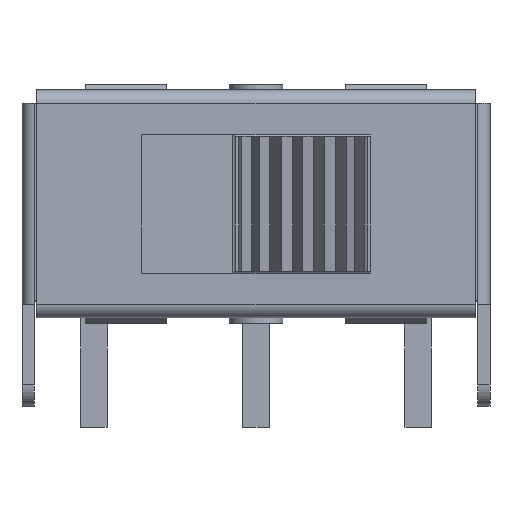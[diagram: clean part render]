
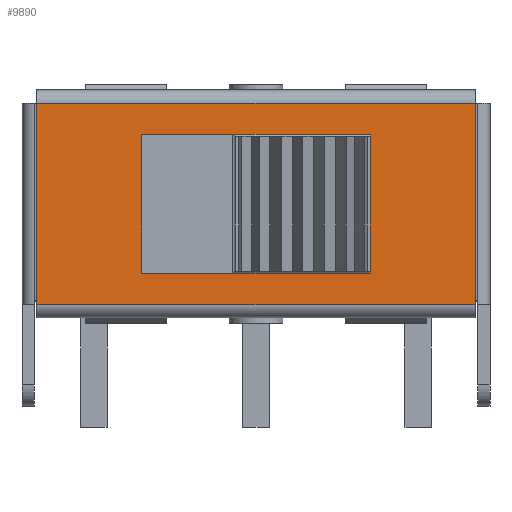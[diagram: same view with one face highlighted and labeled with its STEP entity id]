
A CAD part, front view. The second image highlights one B-rep face of the part: STEP entity #9890.
In plain terms, the highlighted planar face has unit normal (0, -1, 0).
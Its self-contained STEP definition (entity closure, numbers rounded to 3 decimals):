
#9628=CARTESIAN_POINT('',(10.05,-2.092,0.102));
#9629=VERTEX_POINT('',#9628);
#9637=CARTESIAN_POINT('',(10.05,-2.092,5.944));
#9638=VERTEX_POINT('',#9637);
#9639=CARTESIAN_POINT('',(10.05,-2.092,5.944));
#9640=DIRECTION('',(-0.,0.,-1.));
#9641=VECTOR('',#9640,5.842);
#9642=LINE('',#9639,#9641);
#9643=EDGE_CURVE('',#9638,#9629,#9642,.T.);
#9810=CARTESIAN_POINT('',(16.4,-2.092,3.023));
#9811=DIRECTION('',(0.,-1.,-0.));
#9812=DIRECTION('',(1.,0.,0.));
#9813=AXIS2_PLACEMENT_3D('',#9810,#9811,#9812);
#9814=PLANE('',#9813);
#9815=ORIENTED_EDGE('',*,*,#9643,.T.);
#9816=CARTESIAN_POINT('',(22.75,-2.092,0.102));
#9817=VERTEX_POINT('',#9816);
#9818=CARTESIAN_POINT('',(22.75,-2.092,0.102));
#9819=DIRECTION('',(-1.,0.,0.));
#9820=VECTOR('',#9819,12.7);
#9821=LINE('',#9818,#9820);
#9822=EDGE_CURVE('',#9817,#9629,#9821,.T.);
#9823=ORIENTED_EDGE('',*,*,#9822,.F.);
#9824=CARTESIAN_POINT('',(22.75,-2.092,5.944));
#9825=VERTEX_POINT('',#9824);
#9826=CARTESIAN_POINT('',(22.75,-2.092,0.102));
#9827=DIRECTION('',(0.,-0.,1.));
#9828=VECTOR('',#9827,5.842);
#9829=LINE('',#9826,#9828);
#9830=EDGE_CURVE('',#9817,#9825,#9829,.T.);
#9831=ORIENTED_EDGE('',*,*,#9830,.T.);
#9832=CARTESIAN_POINT('',(10.05,-2.092,5.944));
#9833=DIRECTION('',(1.,0.,-0.));
#9834=VECTOR('',#9833,12.7);
#9835=LINE('',#9832,#9834);
#9836=EDGE_CURVE('',#9638,#9825,#9835,.T.);
#9837=ORIENTED_EDGE('',*,*,#9836,.F.);
#9838=EDGE_LOOP('',(#9815,#9823,#9831,#9837));
#9839=FACE_BOUND('',#9838,.T.);
#9840=CARTESIAN_POINT('',(19.715,-2.092,1.067));
#9841=VERTEX_POINT('',#9840);
#9842=CARTESIAN_POINT('',(19.715,-2.092,4.978));
#9843=VERTEX_POINT('',#9842);
#9844=CARTESIAN_POINT('',(19.715,-2.092,1.067));
#9845=DIRECTION('',(0.,-0.,1.));
#9846=VECTOR('',#9845,3.912);
#9847=LINE('',#9844,#9846);
#9848=EDGE_CURVE('',#9841,#9843,#9847,.T.);
#9849=ORIENTED_EDGE('',*,*,#9848,.F.);
#9850=CARTESIAN_POINT('',(19.715,-2.092,1.01));
#9851=VERTEX_POINT('',#9850);
#9852=CARTESIAN_POINT('',(19.715,-2.092,1.067));
#9853=DIRECTION('',(-0.,0.,-1.));
#9854=VECTOR('',#9853,0.057);
#9855=LINE('',#9852,#9854);
#9856=EDGE_CURVE('',#9841,#9851,#9855,.T.);
#9857=ORIENTED_EDGE('',*,*,#9856,.T.);
#9858=CARTESIAN_POINT('',(13.085,-2.092,1.01));
#9859=VERTEX_POINT('',#9858);
#9860=CARTESIAN_POINT('',(19.715,-2.092,1.01));
#9861=DIRECTION('',(-1.,-0.,0.));
#9862=VECTOR('',#9861,6.629);
#9863=LINE('',#9860,#9862);
#9864=EDGE_CURVE('',#9851,#9859,#9863,.T.);
#9865=ORIENTED_EDGE('',*,*,#9864,.T.);
#9866=CARTESIAN_POINT('',(13.085,-2.092,5.036));
#9867=VERTEX_POINT('',#9866);
#9868=CARTESIAN_POINT('',(13.085,-2.092,1.01));
#9869=DIRECTION('',(0.,-0.,1.));
#9870=VECTOR('',#9869,4.026);
#9871=LINE('',#9868,#9870);
#9872=EDGE_CURVE('',#9859,#9867,#9871,.T.);
#9873=ORIENTED_EDGE('',*,*,#9872,.T.);
#9874=CARTESIAN_POINT('',(19.715,-2.092,5.036));
#9875=VERTEX_POINT('',#9874);
#9876=CARTESIAN_POINT('',(13.085,-2.092,5.036));
#9877=DIRECTION('',(1.,0.,-0.));
#9878=VECTOR('',#9877,6.629);
#9879=LINE('',#9876,#9878);
#9880=EDGE_CURVE('',#9867,#9875,#9879,.T.);
#9881=ORIENTED_EDGE('',*,*,#9880,.T.);
#9882=CARTESIAN_POINT('',(19.715,-2.092,5.036));
#9883=DIRECTION('',(-0.,0.,-1.));
#9884=VECTOR('',#9883,0.057);
#9885=LINE('',#9882,#9884);
#9886=EDGE_CURVE('',#9875,#9843,#9885,.T.);
#9887=ORIENTED_EDGE('',*,*,#9886,.T.);
#9888=EDGE_LOOP('',(#9849,#9857,#9865,#9873,#9881,#9887));
#9889=FACE_BOUND('',#9888,.T.);
#9890=ADVANCED_FACE('',(#9839,#9889),#9814,.T.);
